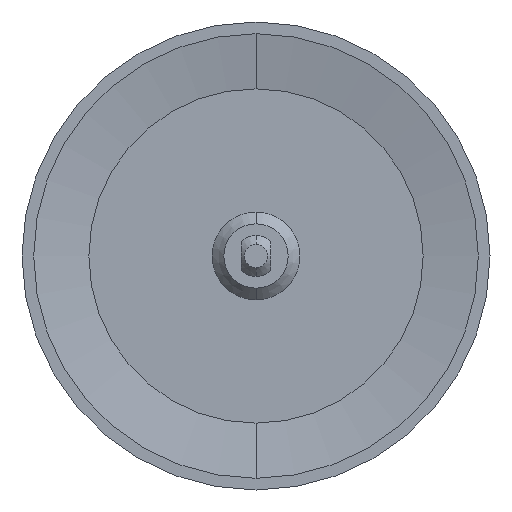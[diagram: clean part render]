
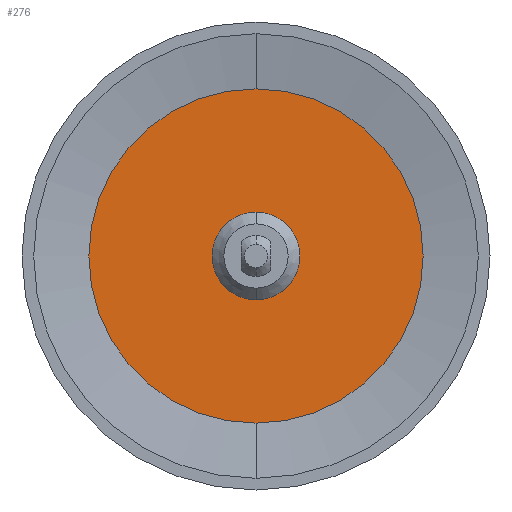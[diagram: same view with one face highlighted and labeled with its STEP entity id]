
A CAD part, front view. The second image highlights one B-rep face of the part: STEP entity #276.
In plain terms, the highlighted planar face has unit normal (0, -1, 0).
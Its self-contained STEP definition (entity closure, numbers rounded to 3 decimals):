
#18 = FACE_OUTER_BOUND ( 'NONE', #176, .T. ) ;
#43 = EDGE_CURVE ( 'NONE', #257, #273, #721, .T. ) ;
#59 = EDGE_CURVE ( 'NONE', #186, #597, #723, .T. ) ;
#87 = CARTESIAN_POINT ( 'NONE',  ( 0., 0.5, -3.75 ) ) ;
#101 = CARTESIAN_POINT ( 'NONE',  ( 0., 0.5, 14.285 ) ) ;
#112 = CIRCLE ( 'NONE', #595, 14.285 ) ;
#151 = CARTESIAN_POINT ( 'NONE',  ( 0., 0.5, 0. ) ) ;
#166 = DIRECTION ( 'NONE',  ( 0., -1., 0. ) ) ;
#172 = ORIENTED_EDGE ( 'NONE', *, *, #43, .T. ) ;
#176 = EDGE_LOOP ( 'NONE', ( #758, #172 ) ) ;
#185 = EDGE_LOOP ( 'NONE', ( #781, #533 ) ) ;
#186 = VERTEX_POINT ( 'NONE', #87 ) ;
#216 = DIRECTION ( 'NONE',  ( 0., 0., -1. ) ) ;
#229 = DIRECTION ( 'NONE',  ( 0., -1., 0. ) ) ;
#237 = DIRECTION ( 'NONE',  ( 0., 1., 0. ) ) ;
#238 = AXIS2_PLACEMENT_3D ( 'NONE', #826, #229, #493 ) ;
#248 = EDGE_CURVE ( 'NONE', #273, #257, #112, .T. ) ;
#257 = VERTEX_POINT ( 'NONE', #101 ) ;
#273 = VERTEX_POINT ( 'NONE', #349 ) ;
#276 = ADVANCED_FACE ( 'NONE', ( #613, #18 ), #286, .T. ) ;
#286 = PLANE ( 'NONE',  #707 ) ;
#344 = AXIS2_PLACEMENT_3D ( 'NONE', #836, #237, #501 ) ;
#349 = CARTESIAN_POINT ( 'NONE',  ( 0., 0.5, -14.285 ) ) ;
#406 = AXIS2_PLACEMENT_3D ( 'NONE', #151, #419, #681 ) ;
#419 = DIRECTION ( 'NONE',  ( 0., 1., 0. ) ) ;
#435 = DIRECTION ( 'NONE',  ( 0., 0., -1. ) ) ;
#493 = DIRECTION ( 'NONE',  ( 0., 0., -1. ) ) ;
#501 = DIRECTION ( 'NONE',  ( 0., 0., 1. ) ) ;
#533 = ORIENTED_EDGE ( 'NONE', *, *, #59, .T. ) ;
#545 = CARTESIAN_POINT ( 'NONE',  ( 0., 0.5, 0. ) ) ;
#556 = CARTESIAN_POINT ( 'NONE',  ( 0., 0.5, 3.75 ) ) ;
#595 = AXIS2_PLACEMENT_3D ( 'NONE', #767, #166, #435 ) ;
#597 = VERTEX_POINT ( 'NONE', #556 ) ;
#613 = FACE_BOUND ( 'NONE', #185, .T. ) ;
#681 = DIRECTION ( 'NONE',  ( 0., 0., 1. ) ) ;
#705 = EDGE_CURVE ( 'NONE', #597, #186, #776, .T. ) ;
#707 = AXIS2_PLACEMENT_3D ( 'NONE', #545, #815, #216 ) ;
#721 = CIRCLE ( 'NONE', #238, 14.285 ) ;
#723 = CIRCLE ( 'NONE', #344, 3.75 ) ;
#758 = ORIENTED_EDGE ( 'NONE', *, *, #248, .T. ) ;
#767 = CARTESIAN_POINT ( 'NONE',  ( 0., 0.5, 0. ) ) ;
#776 = CIRCLE ( 'NONE', #406, 3.75 ) ;
#781 = ORIENTED_EDGE ( 'NONE', *, *, #705, .T. ) ;
#815 = DIRECTION ( 'NONE',  ( 0., -1., 0. ) ) ;
#826 = CARTESIAN_POINT ( 'NONE',  ( 0., 0.5, 0. ) ) ;
#836 = CARTESIAN_POINT ( 'NONE',  ( 0., 0.5, 0. ) ) ;
